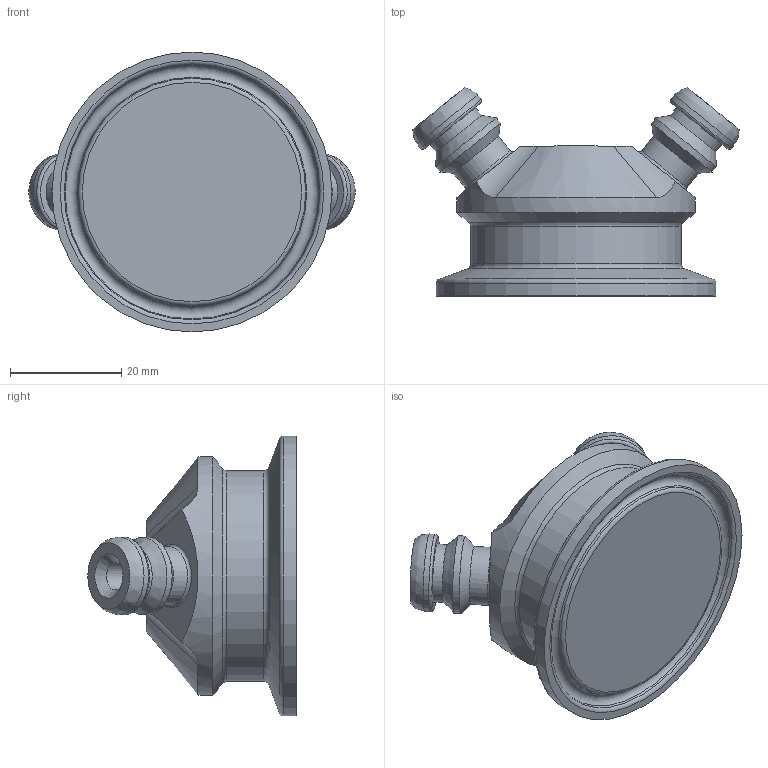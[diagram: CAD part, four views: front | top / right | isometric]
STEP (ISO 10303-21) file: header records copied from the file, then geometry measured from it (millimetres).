
FILE_DESCRIPTION(/* description */ ('This is a sample STEP configuration'),/* implementation_level */ '2;1');
FILE_NAME(/* name */ '440022.stp',/* time_stamp */ '2021-11-17T13:45:21+01:00',/* author */ ('powerJobs'),/* organization */ ('coolOrange'),/* preprocessor_version */ 'ST-DEVELOPER v18.1',/* originating_system */ 'Autodesk Inventor 2022',/* authorisation */ '');
FILE_SCHEMA (('AUTOMOTIVE_DESIGN { 1 0 10303 214 3 1 1 }'));
Length unit declared in the file: millimetre
Products named in the file (1): 440022
Bounding box: 58.78 x 37.51 x 50.4 mm (x, y, z)
Volume: 34358.8 mm3; surface area: 9282 mm2
Topology: 1 solids, 1 shells, 54 faces, 125 edges, 81 vertices
Faces by surface type: cylinder 20, cone 12, plane 10, torus 10, bspline 2
Full cylindrical faces by diameter (mm): 5 x2, 10.5 x4, 14 x4, 18.5 x1, 38 x1, 43 x1, 50.4 x1
Entity records: 1813 total; most frequent: CARTESIAN_POINT 417, DIRECTION 310, ORIENTED_EDGE 250, AXIS2_PLACEMENT_3D 140, EDGE_CURVE 125, VERTEX_POINT 81, CIRCLE 76, EDGE_LOOP 62
